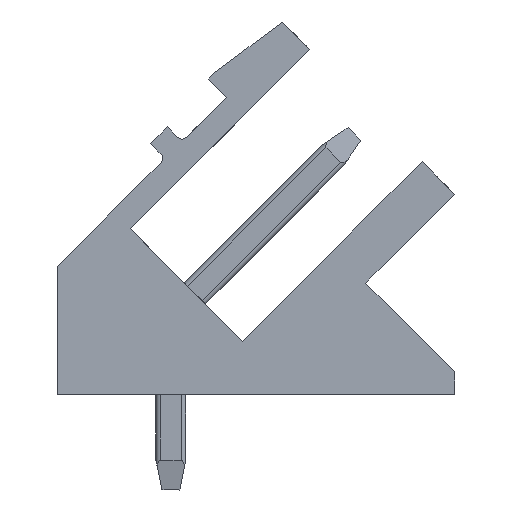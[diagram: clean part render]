
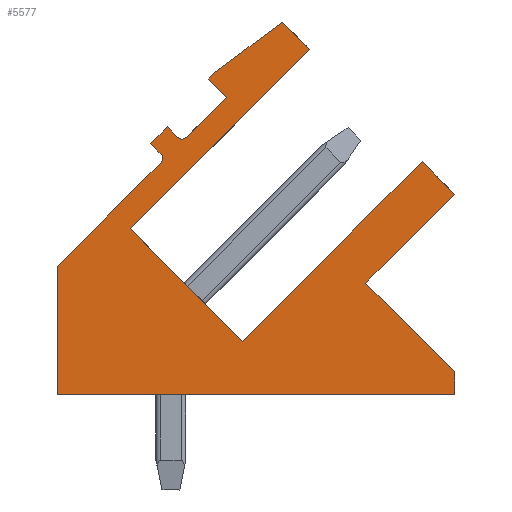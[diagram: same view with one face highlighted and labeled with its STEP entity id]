
A CAD part, left-side view. The second image highlights one B-rep face of the part: STEP entity #5577.
In plain terms, the highlighted planar face has unit normal (-1, 0, 0).
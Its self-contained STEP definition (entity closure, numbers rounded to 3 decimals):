
#4917=AXIS2_PLACEMENT_3D('Circle Axis2P3D',#4915,#4916,$) ;
#5548=AXIS2_PLACEMENT_3D('Plane Axis2P3D',#5545,#5546,#5547) ;
#5552=AXIS2_PLACEMENT_3D('Circle Axis2P3D',#5550,#5551,$) ;
#213=CARTESIAN_POINT('Vertex',(0.,8.98,11.809)) ;
#216=CARTESIAN_POINT('Line Origine',(0.,8.309,12.481)) ;
#220=CARTESIAN_POINT('Vertex',(0.,7.637,13.153)) ;
#875=CARTESIAN_POINT('Vertex',(0.,4.851,14.751)) ;
#878=CARTESIAN_POINT('Line Origine',(0.,7.856,11.746)) ;
#882=CARTESIAN_POINT('Vertex',(0.,10.861,8.74)) ;
#967=CARTESIAN_POINT('Vertex',(0.,5.77,15.67)) ;
#970=CARTESIAN_POINT('Line Origine',(0.,5.31,15.21)) ;
#1552=CARTESIAN_POINT('Line Origine',(0.,7.941,13.457)) ;
#1556=CARTESIAN_POINT('Vertex',(0.,8.245,13.761)) ;
#2218=CARTESIAN_POINT('Line Origine',(0.,8.98,6.859)) ;
#2222=CARTESIAN_POINT('Vertex',(0.,7.099,4.979)) ;
#3494=CARTESIAN_POINT('Line Origine',(0.,8.139,13.867)) ;
#3498=CARTESIAN_POINT('Vertex',(0.,8.033,13.973)) ;
#3518=CARTESIAN_POINT('Line Origine',(0.,4.094,7.984)) ;
#3522=CARTESIAN_POINT('Vertex',(0.,1.089,10.989)) ;
#4072=CARTESIAN_POINT('Line Origine',(0.,0.544,10.444)) ;
#4076=CARTESIAN_POINT('Vertex',(0.,0.,9.9)) ;
#4116=CARTESIAN_POINT('Line Origine',(0.,1.485,8.415)) ;
#4120=CARTESIAN_POINT('Vertex',(0.,2.97,6.93)) ;
#4140=CARTESIAN_POINT('Line Origine',(0.,1.485,5.445)) ;
#4144=CARTESIAN_POINT('Vertex',(0.,0.,3.96)) ;
#4164=CARTESIAN_POINT('Line Origine',(0.,0.,3.58)) ;
#4168=CARTESIAN_POINT('Vertex',(0.,0.,3.2)) ;
#4188=CARTESIAN_POINT('Line Origine',(0.,6.65,3.2)) ;
#4192=CARTESIAN_POINT('Vertex',(0.,13.3,3.2)) ;
#4872=CARTESIAN_POINT('Line Origine',(0.,13.3,5.345)) ;
#4876=CARTESIAN_POINT('Vertex',(0.,13.3,7.489)) ;
#4891=CARTESIAN_POINT('Line Origine',(0.,11.564,9.225)) ;
#4895=CARTESIAN_POINT('Vertex',(0.,9.829,10.961)) ;
#4915=CARTESIAN_POINT('Axis2P3D Location',(0.,9.97,11.102)) ;
#4919=CARTESIAN_POINT('Vertex',(0.,9.829,11.244)) ;
#4939=CARTESIAN_POINT('Line Origine',(0.,10.006,11.42)) ;
#4943=CARTESIAN_POINT('Vertex',(0.,10.182,11.597)) ;
#4963=CARTESIAN_POINT('Line Origine',(0.,9.899,11.88)) ;
#4967=CARTESIAN_POINT('Vertex',(0.,9.617,12.163)) ;
#4987=CARTESIAN_POINT('Line Origine',(0.,9.44,11.986)) ;
#4991=CARTESIAN_POINT('Vertex',(0.,9.263,11.809)) ;
#5119=CARTESIAN_POINT('Line Origine',(0.,6.901,14.821)) ;
#5545=CARTESIAN_POINT('Axis2P3D Location',(0.,0.,0.)) ;
#5550=CARTESIAN_POINT('Axis2P3D Location',(0.,9.122,11.951)) ;
#217=DIRECTION('Vector Direction',(0.,-0.707,0.707)) ;
#879=DIRECTION('Vector Direction',(0.,0.707,-0.707)) ;
#971=DIRECTION('Vector Direction',(0.,-0.707,-0.707)) ;
#1553=DIRECTION('Vector Direction',(0.,0.707,0.707)) ;
#2219=DIRECTION('Vector Direction',(0.,-0.707,-0.707)) ;
#3495=DIRECTION('Vector Direction',(0.,-0.707,0.707)) ;
#3519=DIRECTION('Vector Direction',(0.,-0.707,0.707)) ;
#4073=DIRECTION('Vector Direction',(0.,-0.707,-0.707)) ;
#4117=DIRECTION('Vector Direction',(0.,0.707,-0.707)) ;
#4141=DIRECTION('Vector Direction',(0.,-0.707,-0.707)) ;
#4165=DIRECTION('Vector Direction',(0.,0.,-1.)) ;
#4189=DIRECTION('Vector Direction',(0.,1.,0.)) ;
#4873=DIRECTION('Vector Direction',(0.,0.,1.)) ;
#4892=DIRECTION('Vector Direction',(0.,-0.707,0.707)) ;
#4916=DIRECTION('Axis2P3D Direction',(-1.,0.,0.)) ;
#4940=DIRECTION('Vector Direction',(0.,0.707,0.707)) ;
#4964=DIRECTION('Vector Direction',(0.,-0.707,0.707)) ;
#4988=DIRECTION('Vector Direction',(0.,-0.707,-0.707)) ;
#5120=DIRECTION('Vector Direction',(0.,-0.8,0.6)) ;
#5546=DIRECTION('Axis2P3D Direction',(-1.,0.,0.)) ;
#5547=DIRECTION('Axis2P3D XDirection',(0.,0.,1.)) ;
#5551=DIRECTION('Axis2P3D Direction',(-1.,0.,0.)) ;
#218=VECTOR('Line Direction',#217,1.) ;
#880=VECTOR('Line Direction',#879,1.) ;
#972=VECTOR('Line Direction',#971,1.) ;
#1554=VECTOR('Line Direction',#1553,1.) ;
#2220=VECTOR('Line Direction',#2219,1.) ;
#3496=VECTOR('Line Direction',#3495,1.) ;
#3520=VECTOR('Line Direction',#3519,1.) ;
#4074=VECTOR('Line Direction',#4073,1.) ;
#4118=VECTOR('Line Direction',#4117,1.) ;
#4142=VECTOR('Line Direction',#4141,1.) ;
#4166=VECTOR('Line Direction',#4165,1.) ;
#4190=VECTOR('Line Direction',#4189,1.) ;
#4874=VECTOR('Line Direction',#4873,1.) ;
#4893=VECTOR('Line Direction',#4892,1.) ;
#4941=VECTOR('Line Direction',#4940,1.) ;
#4965=VECTOR('Line Direction',#4964,1.) ;
#4989=VECTOR('Line Direction',#4988,1.) ;
#5121=VECTOR('Line Direction',#5120,1.) ;
#5556=ORIENTED_EDGE('',*,*,#2224,.T.) ;
#5557=ORIENTED_EDGE('',*,*,#884,.T.) ;
#5558=ORIENTED_EDGE('',*,*,#974,.T.) ;
#5559=ORIENTED_EDGE('',*,*,#5123,.T.) ;
#5560=ORIENTED_EDGE('',*,*,#3500,.T.) ;
#5561=ORIENTED_EDGE('',*,*,#1558,.T.) ;
#5562=ORIENTED_EDGE('',*,*,#222,.T.) ;
#5563=ORIENTED_EDGE('',*,*,#5554,.T.) ;
#5564=ORIENTED_EDGE('',*,*,#4993,.T.) ;
#5565=ORIENTED_EDGE('',*,*,#4969,.T.) ;
#5566=ORIENTED_EDGE('',*,*,#4945,.T.) ;
#5567=ORIENTED_EDGE('',*,*,#4921,.T.) ;
#5568=ORIENTED_EDGE('',*,*,#4897,.T.) ;
#5569=ORIENTED_EDGE('',*,*,#4878,.T.) ;
#5570=ORIENTED_EDGE('',*,*,#4194,.T.) ;
#5571=ORIENTED_EDGE('',*,*,#4170,.T.) ;
#5572=ORIENTED_EDGE('',*,*,#4146,.T.) ;
#5573=ORIENTED_EDGE('',*,*,#4122,.T.) ;
#5574=ORIENTED_EDGE('',*,*,#4078,.T.) ;
#5575=ORIENTED_EDGE('',*,*,#3524,.T.) ;
#5577=ADVANCED_FACE('Housing',(#5576),#5549,.T.) ;
#4918=CIRCLE('generated circle',#4917,0.2) ;
#5553=CIRCLE('generated circle',#5552,0.2) ;
#222=EDGE_CURVE('',#221,#214,#219,.F.) ;
#884=EDGE_CURVE('',#883,#876,#881,.F.) ;
#974=EDGE_CURVE('',#876,#968,#973,.F.) ;
#1558=EDGE_CURVE('',#1557,#221,#1555,.F.) ;
#2224=EDGE_CURVE('',#2223,#883,#2221,.F.) ;
#3500=EDGE_CURVE('',#3499,#1557,#3497,.F.) ;
#3524=EDGE_CURVE('',#3523,#2223,#3521,.F.) ;
#4078=EDGE_CURVE('',#4077,#3523,#4075,.F.) ;
#4122=EDGE_CURVE('',#4121,#4077,#4119,.F.) ;
#4146=EDGE_CURVE('',#4145,#4121,#4143,.F.) ;
#4170=EDGE_CURVE('',#4169,#4145,#4167,.F.) ;
#4194=EDGE_CURVE('',#4193,#4169,#4191,.F.) ;
#4878=EDGE_CURVE('',#4877,#4193,#4875,.F.) ;
#4897=EDGE_CURVE('',#4896,#4877,#4894,.F.) ;
#4921=EDGE_CURVE('',#4920,#4896,#4918,.F.) ;
#4945=EDGE_CURVE('',#4944,#4920,#4942,.F.) ;
#4969=EDGE_CURVE('',#4968,#4944,#4966,.F.) ;
#4993=EDGE_CURVE('',#4992,#4968,#4990,.F.) ;
#5123=EDGE_CURVE('',#968,#3499,#5122,.F.) ;
#5554=EDGE_CURVE('',#214,#4992,#5553,.F.) ;
#5555=EDGE_LOOP('',(#5556,#5557,#5558,#5559,#5560,#5561,#5562,#5563,#5564,#5565,#5566,#5567,#5568,#5569,#5570,#5571,#5572,#5573,#5574,#5575)) ;
#5576=FACE_OUTER_BOUND('',#5555,.T.) ;
#219=LINE('Line',#216,#218) ;
#881=LINE('Line',#878,#880) ;
#973=LINE('Line',#970,#972) ;
#1555=LINE('Line',#1552,#1554) ;
#2221=LINE('Line',#2218,#2220) ;
#3497=LINE('Line',#3494,#3496) ;
#3521=LINE('Line',#3518,#3520) ;
#4075=LINE('Line',#4072,#4074) ;
#4119=LINE('Line',#4116,#4118) ;
#4143=LINE('Line',#4140,#4142) ;
#4167=LINE('Line',#4164,#4166) ;
#4191=LINE('Line',#4188,#4190) ;
#4875=LINE('Line',#4872,#4874) ;
#4894=LINE('Line',#4891,#4893) ;
#4942=LINE('Line',#4939,#4941) ;
#4966=LINE('Line',#4963,#4965) ;
#4990=LINE('Line',#4987,#4989) ;
#5122=LINE('Line',#5119,#5121) ;
#5549=PLANE('',#5548) ;
#214=VERTEX_POINT('',#213) ;
#221=VERTEX_POINT('',#220) ;
#876=VERTEX_POINT('',#875) ;
#883=VERTEX_POINT('',#882) ;
#968=VERTEX_POINT('',#967) ;
#1557=VERTEX_POINT('',#1556) ;
#2223=VERTEX_POINT('',#2222) ;
#3499=VERTEX_POINT('',#3498) ;
#3523=VERTEX_POINT('',#3522) ;
#4077=VERTEX_POINT('',#4076) ;
#4121=VERTEX_POINT('',#4120) ;
#4145=VERTEX_POINT('',#4144) ;
#4169=VERTEX_POINT('',#4168) ;
#4193=VERTEX_POINT('',#4192) ;
#4877=VERTEX_POINT('',#4876) ;
#4896=VERTEX_POINT('',#4895) ;
#4920=VERTEX_POINT('',#4919) ;
#4944=VERTEX_POINT('',#4943) ;
#4968=VERTEX_POINT('',#4967) ;
#4992=VERTEX_POINT('',#4991) ;
